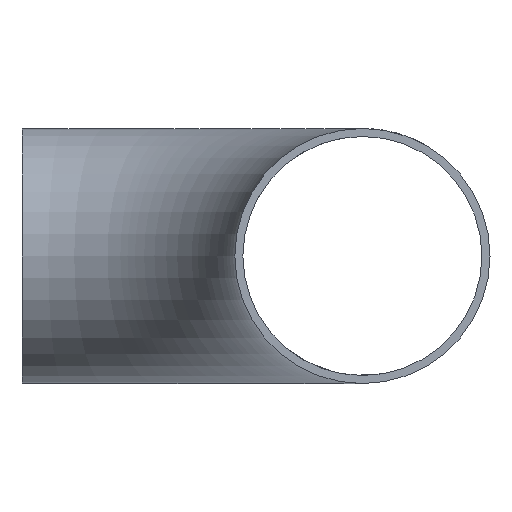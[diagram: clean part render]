
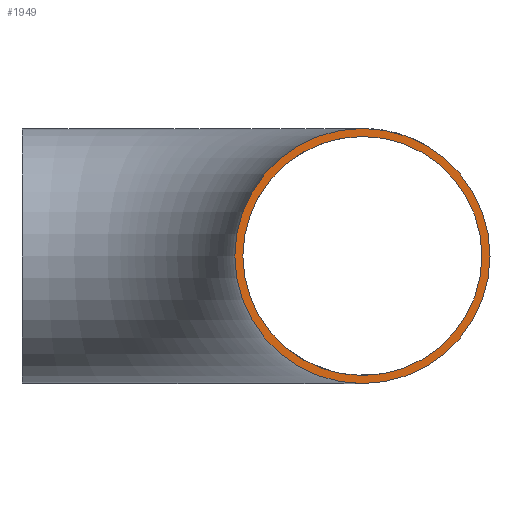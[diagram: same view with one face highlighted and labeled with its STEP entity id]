
A CAD part, left-side view. The second image highlights one B-rep face of the part: STEP entity #1949.
In plain terms, the highlighted planar face has unit normal (-1, 0, 0).
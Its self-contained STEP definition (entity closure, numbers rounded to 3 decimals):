
#50 = PLANE ( 'NONE',  #14756 ) ;
#133 = CIRCLE ( 'NONE', #3253, 57.15 ) ;
#369 = VERTEX_POINT ( 'NONE', #647 ) ;
#551 = DIRECTION ( 'NONE',  ( 1., 0., 0. ) ) ;
#647 = CARTESIAN_POINT ( 'NONE',  ( 0., 0., -57.15 ) ) ;
#911 = DIRECTION ( 'NONE',  ( 1., 0., 0. ) ) ;
#1194 = AXIS2_PLACEMENT_3D ( 'NONE', #3485, #551, #12600 ) ;
#1435 = DIRECTION ( 'NONE',  ( 0., 0., -1. ) ) ;
#1949 = ADVANCED_FACE ( 'NONE', ( #13585, #2079 ), #50, .F. ) ;
#2062 = DIRECTION ( 'NONE',  ( 1., 0., 0. ) ) ;
#2079 = FACE_OUTER_BOUND ( 'NONE', #15247, .T. ) ;
#2188 = DIRECTION ( 'NONE',  ( 1., 0., 0. ) ) ;
#2417 = ORIENTED_EDGE ( 'NONE', *, *, #19085, .F. ) ;
#3253 = AXIS2_PLACEMENT_3D ( 'NONE', #17077, #2062, #17272 ) ;
#3485 = CARTESIAN_POINT ( 'NONE',  ( 0., 0., 0. ) ) ;
#3608 = AXIS2_PLACEMENT_3D ( 'NONE', #15706, #911, #9786 ) ;
#3723 = AXIS2_PLACEMENT_3D ( 'NONE', #8209, #2188, #14250 ) ;
#3995 = CARTESIAN_POINT ( 'NONE',  ( 0., 0., 57.15 ) ) ;
#5131 = CARTESIAN_POINT ( 'NONE',  ( 0., 0., 0. ) ) ;
#7667 = CARTESIAN_POINT ( 'NONE',  ( 0., 0., 53.55 ) ) ;
#8209 = CARTESIAN_POINT ( 'NONE',  ( 0., 0., 0. ) ) ;
#9226 = ORIENTED_EDGE ( 'NONE', *, *, #15386, .F. ) ;
#9388 = CIRCLE ( 'NONE', #1194, 53.55 ) ;
#9586 = VERTEX_POINT ( 'NONE', #7667 ) ;
#9689 = ORIENTED_EDGE ( 'NONE', *, *, #12821, .T. ) ;
#9786 = DIRECTION ( 'NONE',  ( 0., 0., -1. ) ) ;
#10092 = CARTESIAN_POINT ( 'NONE',  ( 0., 0., -53.55 ) ) ;
#10806 = VERTEX_POINT ( 'NONE', #10092 ) ;
#12156 = CIRCLE ( 'NONE', #3608, 57.15 ) ;
#12262 = CIRCLE ( 'NONE', #3723, 53.55 ) ;
#12600 = DIRECTION ( 'NONE',  ( 0., 0., -1. ) ) ;
#12695 = VERTEX_POINT ( 'NONE', #3995 ) ;
#12821 = EDGE_CURVE ( 'NONE', #10806, #9586, #9388, .T. ) ;
#13585 = FACE_BOUND ( 'NONE', #19230, .T. ) ;
#14250 = DIRECTION ( 'NONE',  ( 0., 0., -1. ) ) ;
#14756 = AXIS2_PLACEMENT_3D ( 'NONE', #5131, #18094, #1435 ) ;
#14867 = EDGE_CURVE ( 'NONE', #9586, #10806, #12262, .T. ) ;
#15247 = EDGE_LOOP ( 'NONE', ( #9226, #2417 ) ) ;
#15386 = EDGE_CURVE ( 'NONE', #369, #12695, #133, .T. ) ;
#15706 = CARTESIAN_POINT ( 'NONE',  ( 0., 0., 0. ) ) ;
#17077 = CARTESIAN_POINT ( 'NONE',  ( 0., 0., 0. ) ) ;
#17272 = DIRECTION ( 'NONE',  ( 0., 0., -1. ) ) ;
#17647 = ORIENTED_EDGE ( 'NONE', *, *, #14867, .T. ) ;
#18094 = DIRECTION ( 'NONE',  ( 1., 0., 0. ) ) ;
#19085 = EDGE_CURVE ( 'NONE', #12695, #369, #12156, .T. ) ;
#19230 = EDGE_LOOP ( 'NONE', ( #17647, #9689 ) ) ;
